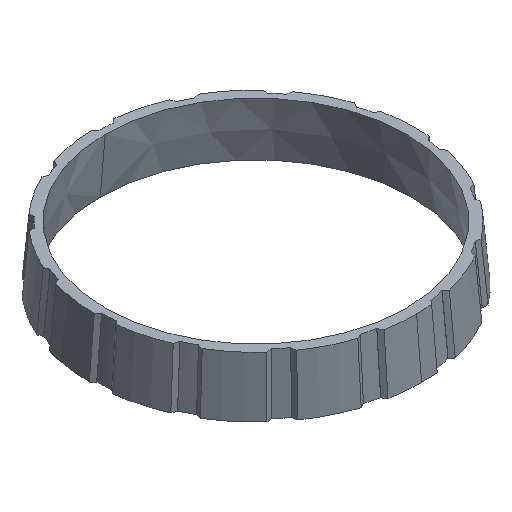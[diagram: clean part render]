
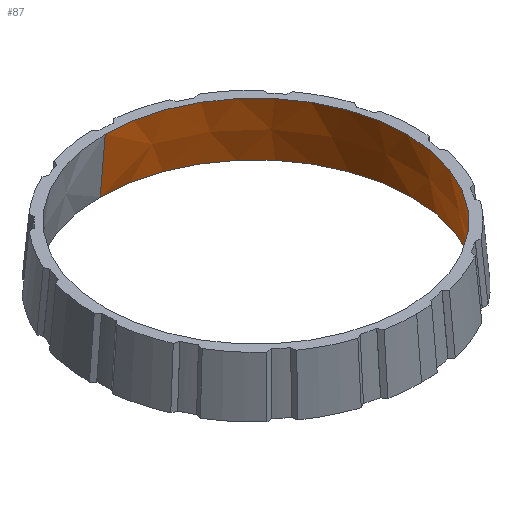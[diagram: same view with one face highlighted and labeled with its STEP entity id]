
A CAD part, isometric view. The second image highlights one B-rep face of the part: STEP entity #87.
In plain terms, the highlighted conical face has half-angle 5 degrees and reference radius 30.734 mm.
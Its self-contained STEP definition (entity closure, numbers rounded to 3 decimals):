
#31=CARTESIAN_POINT('Axis2P3D Location',(0.,0.,11.613)) ;
#36=CARTESIAN_POINT('Line Origine',(0.,-31.242,5.806)) ;
#40=CARTESIAN_POINT('Vertex',(0.,-30.734,11.613)) ;
#42=CARTESIAN_POINT('Vertex',(0.,-31.75,0.)) ;
#49=CARTESIAN_POINT('Vertex',(0.,31.75,0.)) ;
#52=CARTESIAN_POINT('Line Origine',(0.,31.242,5.806)) ;
#56=CARTESIAN_POINT('Vertex',(0.,30.734,11.613)) ;
#71=CARTESIAN_POINT('Axis2P3D Location',(0.,0.,0.)) ;
#76=CARTESIAN_POINT('Axis2P3D Location',(0.,0.,11.613)) ;
#38=VECTOR('Line Direction',#37,1.) ;
#54=VECTOR('Line Direction',#53,1.) ;
#32=DIRECTION('Axis2P3D Direction',(-0.,-0.,-1.)) ;
#33=DIRECTION('Axis2P3D XDirection',(0.,1.,0.)) ;
#37=DIRECTION('Vector Direction',(0.,-0.087,-0.996)) ;
#53=DIRECTION('Vector Direction',(0.,0.087,-0.996)) ;
#72=DIRECTION('Axis2P3D Direction',(0.,0.,-1.)) ;
#77=DIRECTION('Axis2P3D Direction',(0.,0.,-1.)) ;
#34=AXIS2_PLACEMENT_3D('Cone Axis2P3D',#31,#32,#33) ;
#73=AXIS2_PLACEMENT_3D('Circle Axis2P3D',#71,#72,$) ;
#78=AXIS2_PLACEMENT_3D('Circle Axis2P3D',#76,#77,$) ;
#39=LINE('Line',#36,#38) ;
#55=LINE('Line',#52,#54) ;
#74=CIRCLE('generated circle',#73,31.75) ;
#79=CIRCLE('generated circle',#78,30.734) ;
#35=CONICAL_SURFACE('Cone',#34,30.734,0.087) ;
#44=EDGE_CURVE('',#41,#43,#39,.T.) ;
#58=EDGE_CURVE('',#57,#50,#55,.T.) ;
#75=EDGE_CURVE('',#43,#50,#74,.F.) ;
#80=EDGE_CURVE('',#41,#57,#79,.F.) ;
#82=ORIENTED_EDGE('',*,*,#58,.T.) ;
#83=ORIENTED_EDGE('',*,*,#75,.F.) ;
#84=ORIENTED_EDGE('',*,*,#44,.F.) ;
#85=ORIENTED_EDGE('',*,*,#80,.T.) ;
#81=EDGE_LOOP('',(#82,#83,#84,#85)) ;
#41=VERTEX_POINT('',#40) ;
#43=VERTEX_POINT('',#42) ;
#50=VERTEX_POINT('',#49) ;
#57=VERTEX_POINT('',#56) ;
#87=ADVANCED_FACE('PartBody',(#86),#35,.F.) ;
#86=FACE_OUTER_BOUND('',#81,.T.) ;
